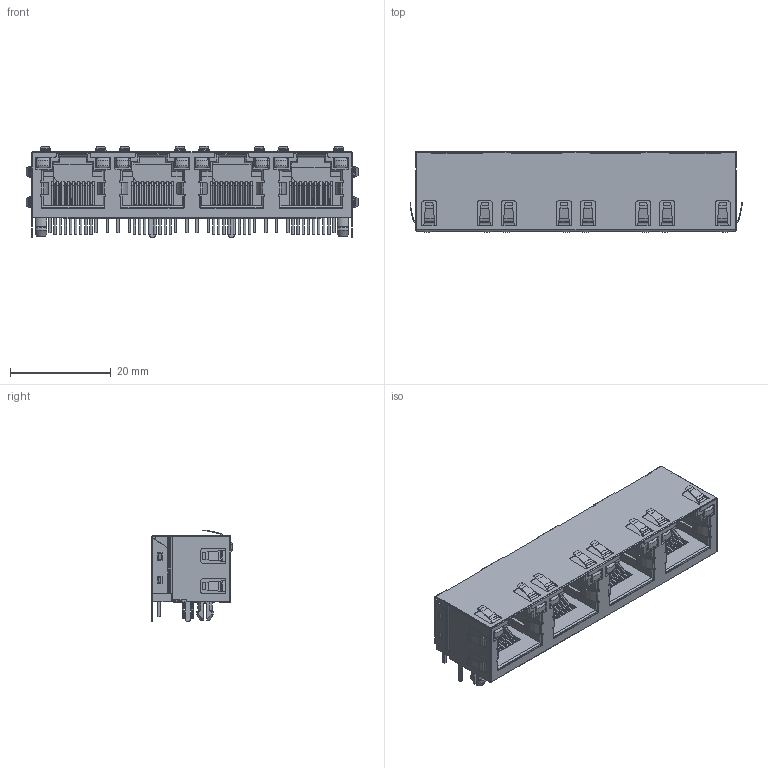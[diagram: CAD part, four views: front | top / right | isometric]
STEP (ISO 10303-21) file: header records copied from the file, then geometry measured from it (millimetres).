
FILE_DESCRIPTION((''),'2;1');
FILE_NAME('RJ45-TH_JM37145-LT9F-4F','2022-12-01T10:30:04',('win'),(''),'CREO PARAMETRIC BY PTC INC, 2020033','CREO PARAMETRIC BY PTC INC, 2020033','');
FILE_SCHEMA(('AUTOMOTIVE_DESIGN { 1 0 10303 214 1 1 1 1 }'));
Products named in the file (1): RJ45-TH_JM37145-LT9F-4F
Bounding box: 65.95 x 16.06 x 18.18 mm (x, y, z)
Volume: 7060 mm3; surface area: 14476.1 mm2
Topology: 2 solids, 2 shells, 2319 faces, 6590 edges, 4248 vertices
Faces by surface type: plane 1341, cylinder 721, torus 144, extrusion 73, sphere 32, cone 8
Entity records: 90954 total; most frequent: CARTESIAN_POINT 14897, ORIENTED_EDGE 13180, DIRECTION 12271, EDGE_CURVE 6590, VECTOR 4747, LINE 4674, VERTEX_POINT 4248, AXIS2_PLACEMENT_3D 3762
